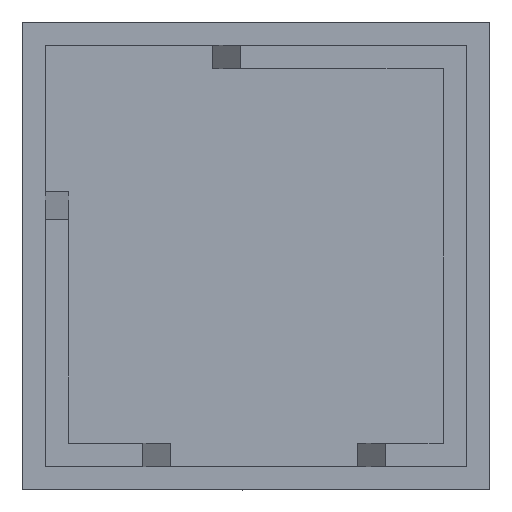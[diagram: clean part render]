
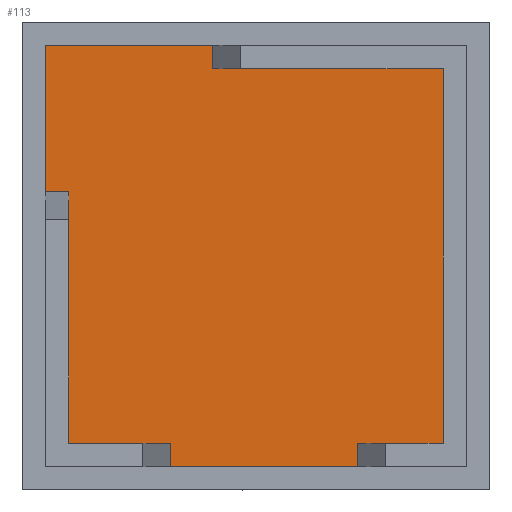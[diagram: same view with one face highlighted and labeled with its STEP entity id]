
A CAD part, front view. The second image highlights one B-rep face of the part: STEP entity #113.
In plain terms, the highlighted planar face has unit normal (0, -1, 0).
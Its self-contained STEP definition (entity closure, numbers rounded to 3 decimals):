
#113=ADVANCED_FACE('',(#230),#172,.T.);
#172=PLANE('',#1236);
#230=FACE_OUTER_BOUND('',#291,.T.);
#291=EDGE_LOOP('',(#431,#432,#433,#434,#435,#436,#437,#438,#439,#440,#441,
#442));
#431=ORIENTED_EDGE('',*,*,#822,.F.);
#432=ORIENTED_EDGE('',*,*,#820,.F.);
#433=ORIENTED_EDGE('',*,*,#779,.F.);
#434=ORIENTED_EDGE('',*,*,#823,.F.);
#435=ORIENTED_EDGE('',*,*,#824,.F.);
#436=ORIENTED_EDGE('',*,*,#825,.F.);
#437=ORIENTED_EDGE('',*,*,#826,.F.);
#438=ORIENTED_EDGE('',*,*,#775,.F.);
#439=ORIENTED_EDGE('',*,*,#827,.F.);
#440=ORIENTED_EDGE('',*,*,#828,.F.);
#441=ORIENTED_EDGE('',*,*,#829,.F.);
#442=ORIENTED_EDGE('',*,*,#830,.F.);
#669=VERTEX_POINT('',#1584);
#670=VERTEX_POINT('',#1586);
#673=VERTEX_POINT('',#1593);
#674=VERTEX_POINT('',#1595);
#701=VERTEX_POINT('',#6056);
#702=VERTEX_POINT('',#6060);
#703=VERTEX_POINT('',#6062);
#704=VERTEX_POINT('',#6064);
#705=VERTEX_POINT('',#6066);
#706=VERTEX_POINT('',#6069);
#707=VERTEX_POINT('',#6071);
#708=VERTEX_POINT('',#6073);
#775=EDGE_CURVE('',#669,#670,#936,.T.);
#779=EDGE_CURVE('',#673,#674,#940,.T.);
#820=EDGE_CURVE('',#674,#701,#967,.T.);
#822=EDGE_CURVE('',#701,#702,#969,.T.);
#823=EDGE_CURVE('',#703,#673,#970,.T.);
#824=EDGE_CURVE('',#704,#703,#971,.T.);
#825=EDGE_CURVE('',#705,#704,#972,.T.);
#826=EDGE_CURVE('',#670,#705,#973,.T.);
#827=EDGE_CURVE('',#706,#669,#974,.T.);
#828=EDGE_CURVE('',#707,#706,#975,.T.);
#829=EDGE_CURVE('',#708,#707,#976,.T.);
#830=EDGE_CURVE('',#702,#708,#977,.T.);
#936=LINE('',#1585,#1077);
#940=LINE('',#1594,#1081);
#967=LINE('',#6055,#1108);
#969=LINE('',#6059,#1110);
#970=LINE('',#6061,#1111);
#971=LINE('',#6063,#1112);
#972=LINE('',#6065,#1113);
#973=LINE('',#6067,#1114);
#974=LINE('',#6068,#1115);
#975=LINE('',#6070,#1116);
#976=LINE('',#6072,#1117);
#977=LINE('',#6074,#1118);
#1077=VECTOR('',#1294,1.);
#1081=VECTOR('',#1300,1.);
#1108=VECTOR('',#1361,1.);
#1110=VECTOR('',#1365,1.);
#1111=VECTOR('',#1366,1.);
#1112=VECTOR('',#1367,1.);
#1113=VECTOR('',#1368,1.);
#1114=VECTOR('',#1369,1.);
#1115=VECTOR('',#1370,1.);
#1116=VECTOR('',#1371,1.);
#1117=VECTOR('',#1372,1.);
#1118=VECTOR('',#1373,1.);
#1236=AXIS2_PLACEMENT_3D('',#6075,#1374,#1375);
#1294=DIRECTION('',(-1.,0.,0.));
#1300=DIRECTION('',(0.,0.,1.));
#1361=DIRECTION('',(1.,0.,0.));
#1365=DIRECTION('',(0.,0.,-1.));
#1366=DIRECTION('',(-1.,0.,0.));
#1367=DIRECTION('',(0.,0.,1.));
#1368=DIRECTION('',(-1.,0.,0.));
#1369=DIRECTION('',(0.,0.,1.));
#1370=DIRECTION('',(0.,0.,-1.));
#1371=DIRECTION('',(-1.,0.,0.));
#1372=DIRECTION('',(0.,0.,-1.));
#1373=DIRECTION('',(1.,0.,0.));
#1374=DIRECTION('',(0.,-1.,0.));
#1375=DIRECTION('',(0.,0.,-1.));
#1584=CARTESIAN_POINT('',(28.7,2.,2.));
#1585=CARTESIAN_POINT('',(28.7,2.,2.));
#1586=CARTESIAN_POINT('',(12.7,2.,2.));
#1593=CARTESIAN_POINT('',(2.,2.,25.479));
#1594=CARTESIAN_POINT('',(2.,2.,38.));
#1595=CARTESIAN_POINT('',(2.,2.,38.));
#6055=CARTESIAN_POINT('',(38.,2.,38.));
#6056=CARTESIAN_POINT('',(16.312,2.,38.));
#6059=CARTESIAN_POINT('',(16.312,2.,38.));
#6060=CARTESIAN_POINT('',(16.312,2.,36.));
#6061=CARTESIAN_POINT('',(4.,2.,25.479));
#6062=CARTESIAN_POINT('',(4.,2.,25.479));
#6063=CARTESIAN_POINT('',(4.,2.,20.));
#6064=CARTESIAN_POINT('',(4.,2.,4.));
#6065=CARTESIAN_POINT('',(12.7,2.,4.));
#6066=CARTESIAN_POINT('',(12.7,2.,4.));
#6067=CARTESIAN_POINT('',(12.7,2.,2.));
#6068=CARTESIAN_POINT('',(28.7,2.,4.));
#6069=CARTESIAN_POINT('',(28.7,2.,4.));
#6070=CARTESIAN_POINT('',(36.,2.,4.));
#6071=CARTESIAN_POINT('',(36.,2.,4.));
#6072=CARTESIAN_POINT('',(36.,2.,20.));
#6073=CARTESIAN_POINT('',(36.,2.,36.));
#6074=CARTESIAN_POINT('',(16.312,2.,36.));
#6075=CARTESIAN_POINT('',(0.,2.,0.));
